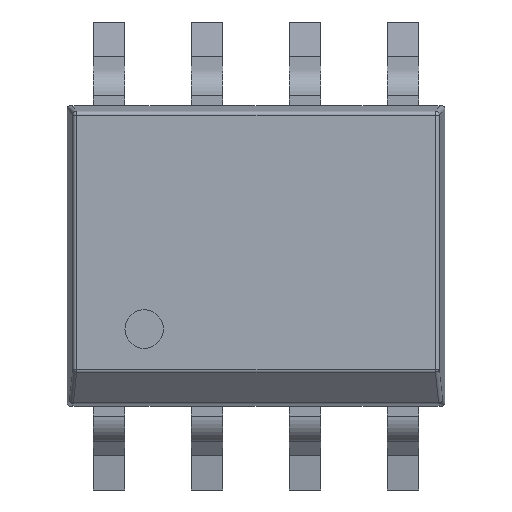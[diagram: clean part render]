
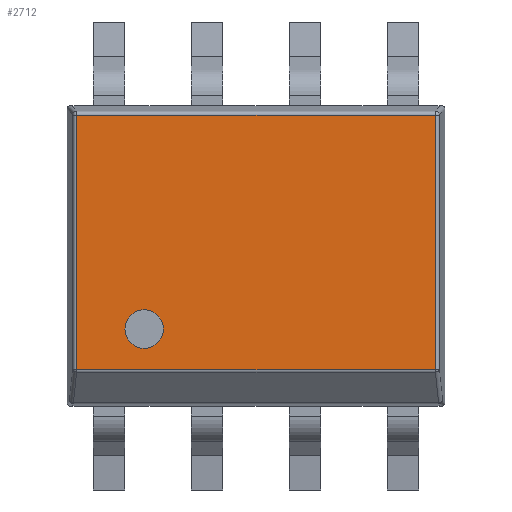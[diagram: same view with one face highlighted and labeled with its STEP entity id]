
A CAD part, top view. The second image highlights one B-rep face of the part: STEP entity #2712.
In plain terms, the highlighted planar face has unit normal (0, 0, 1).
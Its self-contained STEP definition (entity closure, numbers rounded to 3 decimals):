
#14=FACE_BOUND('',#344,.T.);
#59=PLANE('',#2936);
#189=FACE_OUTER_BOUND('',#343,.T.);
#343=EDGE_LOOP('',(#1944,#1945,#1946,#1947));
#344=EDGE_LOOP('',(#1948));
#472=LINE('',#4059,#759);
#474=LINE('',#4062,#761);
#476=LINE('',#4065,#763);
#480=LINE('',#4071,#767);
#759=VECTOR('',#3268,10.);
#761=VECTOR('',#3272,10.);
#763=VECTOR('',#3276,10.);
#767=VECTOR('',#3284,10.);
#1028=CIRCLE('',#2837,0.25);
#1108=VERTEX_POINT('',#3901);
#1153=VERTEX_POINT('',#4005);
#1163=VERTEX_POINT('',#4031);
#1167=VERTEX_POINT('',#4039);
#1170=VERTEX_POINT('',#4049);
#1348=EDGE_CURVE('',#1108,#1108,#1028,.T.);
#1422=EDGE_CURVE('',#1163,#1170,#472,.T.);
#1424=EDGE_CURVE('',#1170,#1167,#474,.T.);
#1426=EDGE_CURVE('',#1167,#1153,#476,.T.);
#1430=EDGE_CURVE('',#1153,#1163,#480,.T.);
#1944=ORIENTED_EDGE('',*,*,#1422,.F.);
#1945=ORIENTED_EDGE('',*,*,#1430,.F.);
#1946=ORIENTED_EDGE('',*,*,#1426,.F.);
#1947=ORIENTED_EDGE('',*,*,#1424,.F.);
#1948=ORIENTED_EDGE('',*,*,#1348,.T.);
#2712=ADVANCED_FACE('',(#189,#14),#59,.T.);
#2837=AXIS2_PLACEMENT_3D('',#3902,#3098,#3099);
#2936=AXIS2_PLACEMENT_3D('',#4155,#3369,#3370);
#3098=DIRECTION('center_axis',(0.,0.,-1.));
#3099=DIRECTION('ref_axis',(-1.,0.,0.));
#3268=DIRECTION('',(0.,1.,0.));
#3272=DIRECTION('',(1.,0.,0.));
#3276=DIRECTION('',(0.,-1.,0.));
#3284=DIRECTION('',(-1.,0.,0.));
#3369=DIRECTION('center_axis',(0.,0.,1.));
#3370=DIRECTION('ref_axis',(1.,0.,0.));
#3901=CARTESIAN_POINT('',(-1.2,-0.95,1.7));
#3902=CARTESIAN_POINT('Origin',(-1.45,-0.95,1.7));
#4005=CARTESIAN_POINT('',(2.326,-1.476,1.7));
#4031=CARTESIAN_POINT('',(-2.326,-1.476,1.7));
#4039=CARTESIAN_POINT('',(2.326,1.826,1.7));
#4049=CARTESIAN_POINT('',(-2.326,1.826,1.7));
#4059=CARTESIAN_POINT('',(-2.326,-0.975,1.7));
#4062=CARTESIAN_POINT('',(-1.225,1.826,1.7));
#4065=CARTESIAN_POINT('',(2.326,0.975,1.7));
#4071=CARTESIAN_POINT('',(0.613,-1.476,1.7));
#4155=CARTESIAN_POINT('Origin',(0.,0.,
1.7));
